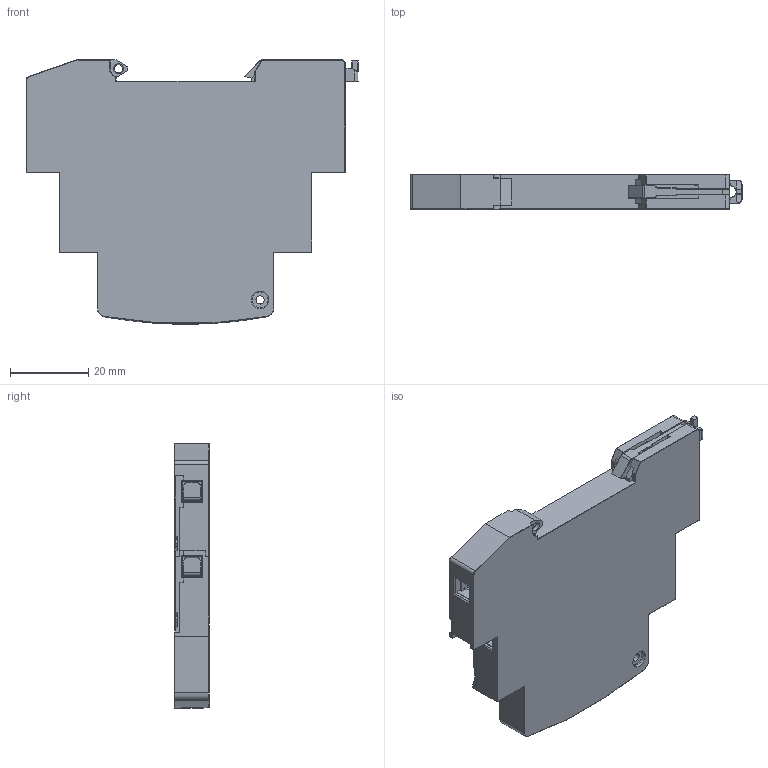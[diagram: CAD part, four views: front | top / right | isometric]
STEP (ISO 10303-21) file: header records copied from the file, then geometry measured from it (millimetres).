
FILE_DESCRIPTION(/* description */ (''),/* implementation_level */ '2;1');
FILE_NAME(/* name */ '1707982001.stp',/* time_stamp */ '2024-01-25T16:35:16+08:00',/* author */ (''),/* organization */ (''),/* preprocessor_version */ 'ST-DEVELOPER v14',/* originating_system */ 'SIEMENS PLM Software NX 8.0',/* authorisation */ '');
FILE_SCHEMA (('CONFIG_CONTROL_DESIGN'));
Products named in the file (17): 170798000550405; FZ288150959; FZ2884_AF1; FZ2884_AF2; FZ2884_AF3; FZ2882; FZ2964_AF0; FZ2965_AF0; FZ2966; 170705205759909; T173461402; 1707980002-3P; 1707980003-3P; 170798000662495; 170798000466286; 1707982002_ASM; 1707982001_stp
Assembly tree (30 placements, depth 3):
  1707982001_stp
    170798000466286
    170798000662495  x3
    1707982002_ASM
      T173461402  x4
      170705205759909  x4
      FZ2966  x2
      FZ2965_AF0
      FZ2964_AF0
      FZ2882
      FZ2884_AF3
      FZ2884_AF2
      FZ2884_AF1
      FZ288150959  x3
      170798000550405  x4
    1707980003-3P
    1707980002-3P
Bounding box: 84.75 x 8.8 x 67.5 mm (x, y, z)
Volume: 17168.6 mm3; surface area: 35149 mm2
Topology: 30 solids, 30 shells, 2872 faces, 7674 edges, 4910 vertices
Faces by surface type: plane 1931, cylinder 705, torus 94, cone 86, sphere 36, bspline 20
Entity records: 68155 total; most frequent: CARTESIAN_POINT 12909, ORIENTED_EDGE 11150, DIRECTION 11058, EDGE_CURVE 5575, LINE 3996, VECTOR 3996, VERTEX_POINT 3579, AXIS2_PLACEMENT_3D 3531
